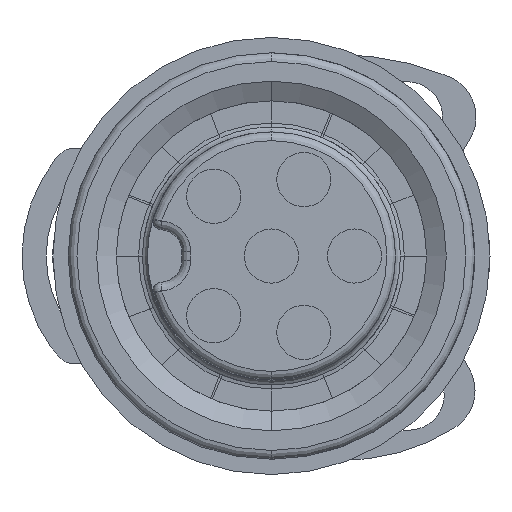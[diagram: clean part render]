
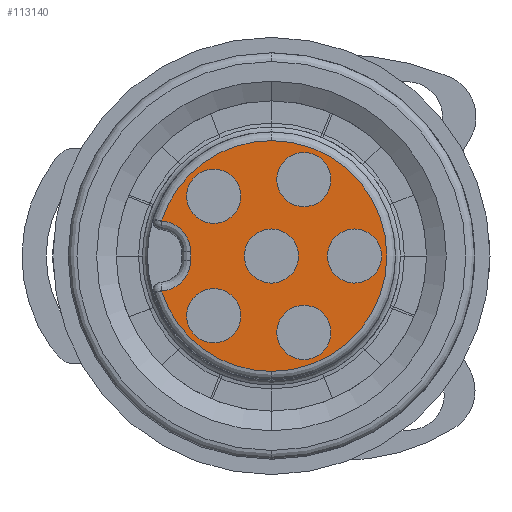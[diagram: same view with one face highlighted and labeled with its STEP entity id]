
A CAD part, left-side view. The second image highlights one B-rep face of the part: STEP entity #113140.
In plain terms, the highlighted face is planar.
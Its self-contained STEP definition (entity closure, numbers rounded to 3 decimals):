
#111700=CARTESIAN_POINT('',(-15.,0.,0.8))
;
#111710=DIRECTION('',(0.,0.,1.));
#111720=DIRECTION('',(1.,0.,0.));
#111730=AXIS2_PLACEMENT_3D('',#111700,#111710,#111720);
#111740=PLANE('',#111730);
#111750=CARTESIAN_POINT('',(19.098,34.948,
0.8));
#111760=DIRECTION('',(0.,0.,1.));
#111770=DIRECTION('',(1.,0.,0.));
#111780=AXIS2_PLACEMENT_3D('',#111750,#111760,#111770);
#111790=CIRCLE('',#111780,0.62);
#111800=CARTESIAN_POINT('',(19.718,34.948,
0.8));
#111810=VERTEX_POINT('',#111800);
#111820=CARTESIAN_POINT('',(18.478,34.948,
0.8));
#111830=VERTEX_POINT('',#111820);
#111840=EDGE_CURVE('',#111810,#111830,#111790,.T.);
#111850=ORIENTED_EDGE('',*,*,#111840,.T.);
#111860=EDGE_CURVE('',#111830,#111810,#111790,.T.);
#111870=ORIENTED_EDGE('',*,*,#111860,.T.);
#111880=EDGE_LOOP('',(#111870,#111850));
#111890=FACE_BOUND('',#111880,.T.);
#111900=CARTESIAN_POINT('',(22.214,32.886,
0.8));
#111910=DIRECTION('',(0.,0.,-1.));
#111920=DIRECTION('',(-1.,0.,0.));
#111930=AXIS2_PLACEMENT_3D('',#111900,#111910,#111920);
#111940=CIRCLE('',#111930,0.62);
#111950=CARTESIAN_POINT('',(21.594,32.886,
0.8));
#111960=VERTEX_POINT('',#111950);
#111970=CARTESIAN_POINT('',(22.834,32.886,
0.8));
#111980=VERTEX_POINT('',#111970);
#111990=EDGE_CURVE('',#111960,#111980,#111940,.T.);
#112000=ORIENTED_EDGE('',*,*,#111990,.F.);
#112010=EDGE_CURVE('',#111980,#111960,#111940,.T.);
#112020=ORIENTED_EDGE('',*,*,#112010,.F.);
#112030=EDGE_LOOP('',(#112020,#112000));
#112040=FACE_BOUND('',#112030,.T.);
#112050=CARTESIAN_POINT('',(18.716,32.886,
0.8));
#112060=DIRECTION('',(0.,0.,1.));
#112070=DIRECTION('',(1.,0.,0.));
#112080=AXIS2_PLACEMENT_3D('',#112050,#112060,#112070);
#112090=CIRCLE('',#112080,0.62);
#112100=CARTESIAN_POINT('',(19.336,32.886,
0.8));
#112110=VERTEX_POINT('',#112100);
#112120=CARTESIAN_POINT('',(18.096,32.886,
0.8));
#112130=VERTEX_POINT('',#112120);
#112140=EDGE_CURVE('',#112110,#112130,#112090,.T.);
#112150=ORIENTED_EDGE('',*,*,#112140,.T.);
#112160=EDGE_CURVE('',#112130,#112110,#112090,.T.);
#112170=ORIENTED_EDGE('',*,*,#112160,.T.);
#112180=EDGE_LOOP('',(#112170,#112150));
#112190=FACE_BOUND('',#112180,.T.);
#112200=CARTESIAN_POINT('',(20.465,31.728,
0.8));
#112210=DIRECTION('',(0.,0.,-1.));
#112220=DIRECTION('',(-1.,0.,0.));
#112230=AXIS2_PLACEMENT_3D('',#112200,#112210,#112220);
#112240=CIRCLE('',#112230,0.62);
#112250=CARTESIAN_POINT('',(21.085,31.727,
0.8));
#112260=VERTEX_POINT('',#112250);
#112270=CARTESIAN_POINT('',(19.845,31.728,
0.8));
#112280=VERTEX_POINT('',#112270);
#112290=EDGE_CURVE('',#112260,#112280,#112240,.T.);
#112300=ORIENTED_EDGE('',*,*,#112290,.F.);
#112310=CARTESIAN_POINT('',(21.085,31.728,
0.8));
#112320=VERTEX_POINT('',#112310);
#112330=EDGE_CURVE('',#112280,#112320,#112240,.T.);
#112340=ORIENTED_EDGE('',*,*,#112330,.F.);
#112350=EDGE_CURVE('',#112320,#112260,#112240,.T.);
#112360=ORIENTED_EDGE('',*,*,#112350,.F.);
#112370=EDGE_LOOP('',(#112360,#112340,#112300));
#112380=FACE_BOUND('',#112370,.T.);
#112390=CARTESIAN_POINT('',(20.465,33.628,
0.8));
#112400=DIRECTION('',(0.,0.,-1.));
#112410=DIRECTION('',(-1.,0.,0.));
#112420=AXIS2_PLACEMENT_3D('',#112390,#112400,#112410);
#112430=CIRCLE('',#112420,0.62);
#112440=CARTESIAN_POINT('',(19.845,33.628,
0.8));
#112450=VERTEX_POINT('',#112440);
#112460=CARTESIAN_POINT('',(21.085,33.628,
0.8));
#112470=VERTEX_POINT('',#112460);
#112480=EDGE_CURVE('',#112450,#112470,#112430,.T.);
#112490=ORIENTED_EDGE('',*,*,#112480,.F.);
#112500=EDGE_CURVE('',#112470,#112450,#112430,.T.);
#112510=ORIENTED_EDGE('',*,*,#112500,.F.);
#112520=EDGE_LOOP('',(#112510,#112490));
#112530=FACE_BOUND('',#112520,.T.);
#112540=CARTESIAN_POINT('',(21.832,34.948,
0.8));
#112550=DIRECTION('',(0.,0.,-1.));
#112560=DIRECTION('',(-1.,0.,0.));
#112570=AXIS2_PLACEMENT_3D('',#112540,#112550,#112560);
#112580=CIRCLE('',#112570,0.62);
#112590=CARTESIAN_POINT('',(21.212,34.948,
0.8));
#112600=VERTEX_POINT('',#112590);
#112610=CARTESIAN_POINT('',(22.452,34.948,
0.8));
#112620=VERTEX_POINT('',#112610);
#112630=EDGE_CURVE('',#112600,#112620,#112580,.T.);
#112640=ORIENTED_EDGE('',*,*,#112630,.F.);
#112650=EDGE_CURVE('',#112620,#112600,#112580,.T.);
#112660=ORIENTED_EDGE('',*,*,#112650,.F.);
#112670=EDGE_LOOP('',(#112660,#112640));
#112680=FACE_BOUND('',#112670,.T.);
#112690=CARTESIAN_POINT('',(20.565,36.178,
0.8));
#112700=DIRECTION('',(0.,0.,1.));
#112710=DIRECTION('',(1.,0.,0.));
#112720=AXIS2_PLACEMENT_3D('',#112690,#112700,#112710);
#112730=CIRCLE('',#112720,0.7);
#112740=CARTESIAN_POINT('',(20.565,35.478,
0.8));
#112750=VERTEX_POINT('',#112740);
#112760=CARTESIAN_POINT('',(21.264,36.144,
0.8));
#112770=VERTEX_POINT('',#112760);
#112780=EDGE_CURVE('',#112750,#112770,#112730,.T.);
#112790=ORIENTED_EDGE('',*,*,#112780,.T.);
#112800=CARTESIAN_POINT('',(55.93,35.478,
0.8));
#112810=DIRECTION('',(-1.,0.,0.));
#112820=VECTOR('',#112810,1.);
#112830=LINE('',#112800,#112820);
#112840=CARTESIAN_POINT('',(20.365,35.478,
0.8));
#112850=VERTEX_POINT('',#112840);
#112860=EDGE_CURVE('',#112750,#112850,#112830,.T.);
#112870=ORIENTED_EDGE('',*,*,#112860,.F.);
#112880=CARTESIAN_POINT('',(20.365,36.178,
0.8));
#112890=DIRECTION('',(0.,0.,-1.));
#112900=DIRECTION('',(-1.,0.,0.));
#112910=AXIS2_PLACEMENT_3D('',#112880,#112890,#112900);
#112920=CIRCLE('',#112910,0.7);
#112930=CARTESIAN_POINT('',(19.666,36.144,
0.8));
#112940=VERTEX_POINT('',#112930);
#112950=EDGE_CURVE('',#112850,#112940,#112920,.T.);
#112960=ORIENTED_EDGE('',*,*,#112950,.F.);
#112970=CARTESIAN_POINT('',(20.465,33.628,
0.8));
#112980=DIRECTION('',(0.,0.,1.));
#112990=DIRECTION('',(1.,0.,0.));
#113000=AXIS2_PLACEMENT_3D('',#112970,#112980,#112990);
#113010=CIRCLE('',#113000,2.64);
#113020=CARTESIAN_POINT('',(17.825,33.628,
0.8));
#113030=VERTEX_POINT('',#113020);
#113040=EDGE_CURVE('',#112940,#113030,#113010,.T.);
#113050=ORIENTED_EDGE('',*,*,#113040,.F.);
#113060=CARTESIAN_POINT('',(23.105,33.628,
0.8));
#113070=VERTEX_POINT('',#113060);
#113080=EDGE_CURVE('',#113030,#113070,#113010,.T.);
#113090=ORIENTED_EDGE('',*,*,#113080,.F.);
#113100=EDGE_CURVE('',#113070,#112770,#113010,.T.);
#113110=ORIENTED_EDGE('',*,*,#113100,.F.);
#113120=EDGE_LOOP('',(#113110,#113090,#113050,#112960,#112870,#112790));
#113130=FACE_OUTER_BOUND('',#113120,.T.);
#113140=ADVANCED_FACE('',(#111890,#112040,#112190,#112380,#112530,
#112680,#113130),#111740,.F.);
